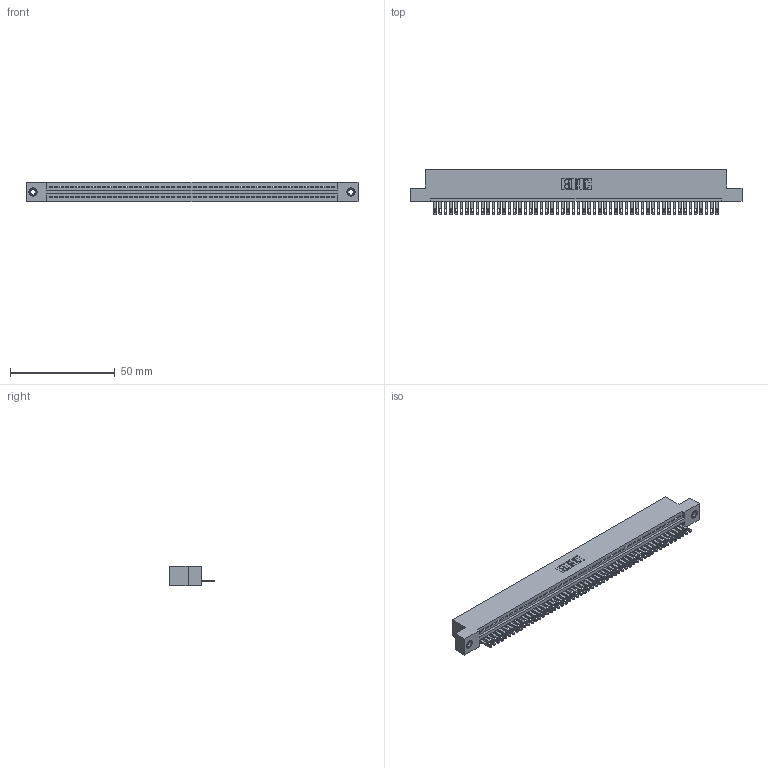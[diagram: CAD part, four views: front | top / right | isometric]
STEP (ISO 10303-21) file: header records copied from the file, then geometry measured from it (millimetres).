
FILE_DESCRIPTION (( 'STEP AP203' ), '1' );
FILE_NAME ('345-054-500-108.STEP', '2019-10-09T22:22:49', ( '' ), ( '' ), 'SwSTEP 2.0', 'SolidWorks 2016', '' );
FILE_SCHEMA (( 'CONFIG_CONTROL_DESIGN' ));
Length unit declared in the file: inch
Products named in the file (4): 345-054-500-108; 345 Part_Flush Mounting Lugs - 0.156 Dia-TI; 345-292-001_345-293-100; 345-250-001_345-250-003-102
Assembly tree (57 placements, depth 2):
  345-054-500-108
    345 Part_Flush Mounting Lugs - 0.156 Dia-TI
    345-292-001_345-293-100  x54
    345-250-001_345-250-003-102  x2
Bounding box: 158.37 x 21.51 x 9.4 mm (x, y, z)
Volume: 15167.3 mm3; surface area: 20459.4 mm2
Topology: 57 solids, 57 shells, 3102 faces, 9549 edges, 6358 vertices
Faces by surface type: plane 1948, cylinder 1138, cone 12, torus 4
Entity records: 40142 total; most frequent: CARTESIAN_POINT 6933, ORIENTED_EDGE 6914, DIRECTION 6067, EDGE_CURVE 3457, VECTOR 3085, LINE 3085, VERTEX_POINT 2300, AXIS2_PLACEMENT_3D 1491
